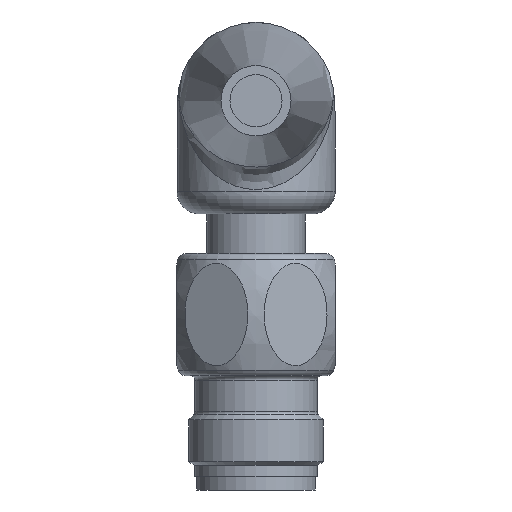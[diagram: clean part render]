
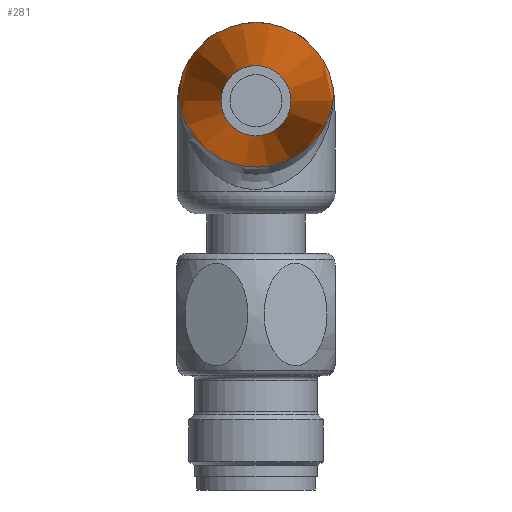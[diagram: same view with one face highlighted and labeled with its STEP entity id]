
A CAD part, front view. The second image highlights one B-rep face of the part: STEP entity #281.
In plain terms, the highlighted conical face has half-angle 7.407 degrees and reference radius 7 mm.
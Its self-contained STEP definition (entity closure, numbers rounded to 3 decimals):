
#68=CONICAL_SURFACE('',#1364,7.,7.407);
#165=LINE('',#2026,#221);
#166=LINE('',#2032,#222);
#221=VECTOR('',#1559,1.);
#222=VECTOR('',#1566,1.);
#281=ADVANCED_FACE('',(#418,#419),#68,.T.);
#405=B_SPLINE_CURVE_WITH_KNOTS('',3,(#2042,#2043,#2044,#2045,#2046,#2047,
#2048,#2049,#2050,#2051,#2052,#2053,#2054,#2055,#2056,#2057,#2058,#2059,
#2060,#2061,#2062,#2063,#2064,#2065,#2066,#2067),.UNSPECIFIED.,.F.,.F.,
(4,2,2,2,2,2,2,2,2,2,2,2,4),(0.,0.031,0.063,0.125,0.25,0.375,
0.5,0.625,0.75,0.875,0.938,0.969,1.),.UNSPECIFIED.);
#418=FACE_BOUND('',#484,.T.);
#419=FACE_BOUND('',#485,.T.);
#484=EDGE_LOOP('',(#622,#623,#624,#625));
#485=EDGE_LOOP('',(#626));
#622=ORIENTED_EDGE('',*,*,#1065,.F.);
#623=ORIENTED_EDGE('',*,*,#1072,.T.);
#624=ORIENTED_EDGE('',*,*,#1068,.F.);
#625=ORIENTED_EDGE('',*,*,#1073,.T.);
#626=ORIENTED_EDGE('',*,*,#1074,.F.);
#950=VERTEX_POINT('',#2025);
#951=VERTEX_POINT('',#2027);
#952=VERTEX_POINT('',#2031);
#953=VERTEX_POINT('',#2033);
#956=VERTEX_POINT('',#2069);
#1065=EDGE_CURVE('',#950,#951,#165,.T.);
#1068=EDGE_CURVE('',#952,#953,#166,.T.);
#1072=EDGE_CURVE('',#950,#953,#1252,.T.);
#1073=EDGE_CURVE('',#952,#951,#405,.T.);
#1074=EDGE_CURVE('',#956,#956,#1253,.T.);
#1252=CIRCLE('',#1362,6.91);
#1253=CIRCLE('',#1363,3.1);
#1362=AXIS2_PLACEMENT_3D('',#2041,#1577,#1578);
#1363=AXIS2_PLACEMENT_3D('',#2068,#1579,#1580);
#1364=AXIS2_PLACEMENT_3D('',#2070,#1581,#1582);
#1559=DIRECTION('',(-0.129,-0.992,0.));
#1566=DIRECTION('',(-0.129,0.992,0.));
#1577=DIRECTION('',(0.,-1.,0.));
#1578=DIRECTION('',(0.,0.,1.));
#1579=DIRECTION('',(0.,-1.,0.));
#1580=DIRECTION('',(0.,0.,-1.));
#1581=DIRECTION('',(0.,1.,0.));
#1582=DIRECTION('',(0.,0.,1.));
#2025=CARTESIAN_POINT('',(6.91,-0.688,10.));
#2026=CARTESIAN_POINT('',(0.,-53.846,10.));
#2027=CARTESIAN_POINT('',(6.752,-1.91,10.));
#2031=CARTESIAN_POINT('',(-6.752,-1.91,10.));
#2032=CARTESIAN_POINT('',(0.,-53.846,10.));
#2033=CARTESIAN_POINT('',(-6.91,-0.688,10.));
#2041=CARTESIAN_POINT('',(0.,-0.688,10.));
#2042=CARTESIAN_POINT('',(-6.752,-1.91,10.));
#2043=CARTESIAN_POINT('',(-6.752,-1.91,9.74));
#2044=CARTESIAN_POINT('',(-6.715,-2.074,9.51));
#2045=CARTESIAN_POINT('',(-6.632,-2.405,9.118));
#2046=CARTESIAN_POINT('',(-6.581,-2.59,8.941));
#2047=CARTESIAN_POINT('',(-6.411,-3.148,8.429));
#2048=CARTESIAN_POINT('',(-6.273,-3.531,8.114));
#2049=CARTESIAN_POINT('',(-5.786,-4.665,7.195));
#2050=CARTESIAN_POINT('',(-5.364,-5.416,6.618));
#2051=CARTESIAN_POINT('',(-4.262,-6.82,5.552));
#2052=CARTESIAN_POINT('',(-3.605,-7.451,5.083));
#2053=CARTESIAN_POINT('',(-1.971,-8.428,4.364));
#2054=CARTESIAN_POINT('',(-0.969,-8.752,4.129));
#2055=CARTESIAN_POINT('',(1.068,-8.732,4.144));
#2056=CARTESIAN_POINT('',(2.057,-8.393,4.39));
#2057=CARTESIAN_POINT('',(3.678,-7.39,5.128));
#2058=CARTESIAN_POINT('',(4.329,-6.747,5.607));
#2059=CARTESIAN_POINT('',(5.395,-5.363,6.658));
#2060=CARTESIAN_POINT('',(5.804,-4.63,7.223));
#2061=CARTESIAN_POINT('',(6.282,-3.505,8.136));
#2062=CARTESIAN_POINT('',(6.419,-3.124,8.45));
#2063=CARTESIAN_POINT('',(6.585,-2.576,8.954));
#2064=CARTESIAN_POINT('',(6.634,-2.396,9.127));
#2065=CARTESIAN_POINT('',(6.716,-2.07,9.515));
#2066=CARTESIAN_POINT('',(6.752,-1.91,9.739));
#2067=CARTESIAN_POINT('',(6.752,-1.91,10.));
#2068=CARTESIAN_POINT('',(0.,-30.,10.));
#2069=CARTESIAN_POINT('',(0.,-30.,6.9));
#2070=CARTESIAN_POINT('',(0.,0.,10.));
